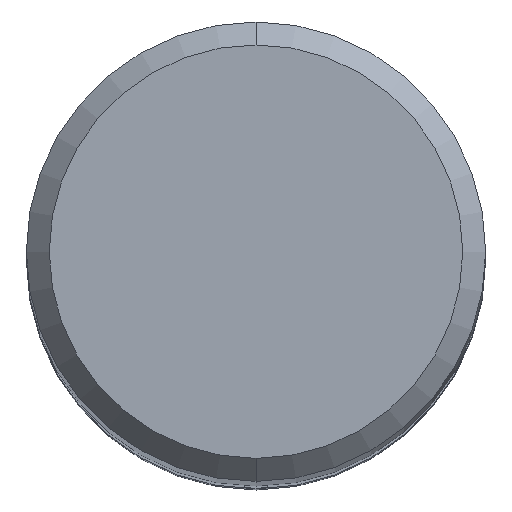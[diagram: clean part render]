
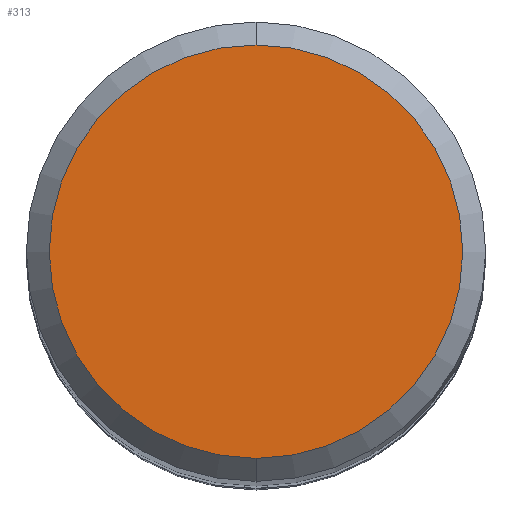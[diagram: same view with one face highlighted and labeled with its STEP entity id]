
A CAD part, top view. The second image highlights one B-rep face of the part: STEP entity #313.
In plain terms, the highlighted planar face has unit normal (0, 0, 1).
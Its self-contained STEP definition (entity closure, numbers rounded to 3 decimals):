
#217=EDGE_CURVE('',#347,#357,#551,.T.);
#313=ADVANCED_FACE('',(#657),#658,.T.);
#347=VERTEX_POINT('',#693);
#357=VERTEX_POINT('',#705);
#477=EDGE_CURVE('',#357,#347,#839,.T.);
#551=CIRCLE('',#974,5.4);
#657=FACE_OUTER_BOUND('',#1158,.T.);
#658=PLANE('',#1159);
#693=CARTESIAN_POINT('',(0.0,5.4,0.0));
#705=CARTESIAN_POINT('',(0.,-5.4,0.0));
#839=CIRCLE('',#1572,5.4);
#974=AXIS2_PLACEMENT_3D('',#1633,#1634,#1635);
#1158=EDGE_LOOP('',(#1770,#1771));
#1159=AXIS2_PLACEMENT_3D('',#1772,#1773,#1774);
#1572=AXIS2_PLACEMENT_3D('',#1968,#1969,#1970);
#1633=CARTESIAN_POINT('',(0.0,0.0,0.0));
#1634=DIRECTION('',(0.0,0.0,-1.0));
#1635=DIRECTION('',(0.0,1.0,0.0));
#1770=ORIENTED_EDGE('',*,*,#217,.F.);
#1771=ORIENTED_EDGE('',*,*,#477,.F.);
#1772=CARTESIAN_POINT('',(0.0,2.7,0.0));
#1773=DIRECTION('',(-0.0,0.0,1.0));
#1774=DIRECTION('',(0.0,-1.0,0.0));
#1968=CARTESIAN_POINT('',(0.0,0.0,0.0));
#1969=DIRECTION('',(0.0,0.0,-1.0));
#1970=DIRECTION('',(0.0,1.0,0.0));
